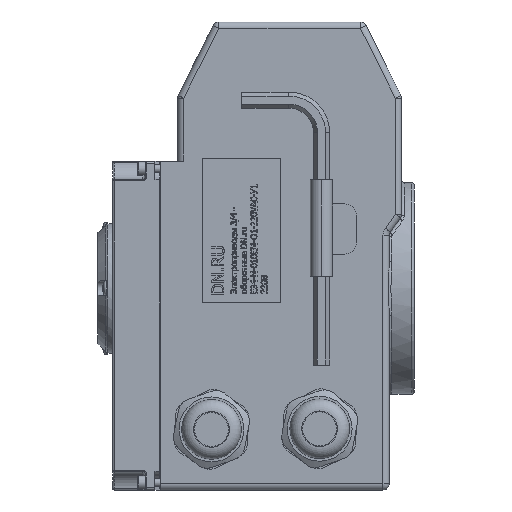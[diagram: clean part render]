
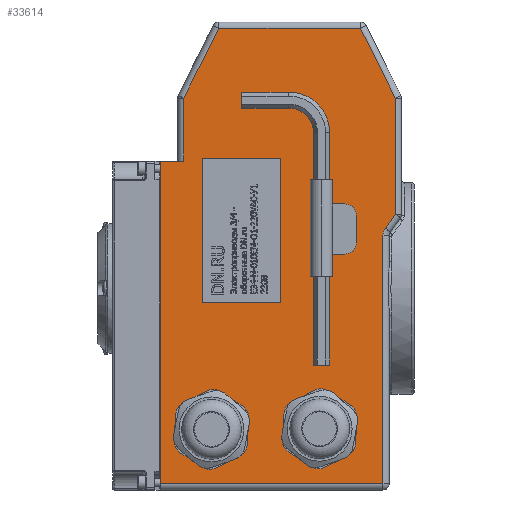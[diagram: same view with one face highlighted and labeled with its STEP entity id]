
A CAD part, left-side view. The second image highlights one B-rep face of the part: STEP entity #33614.
In plain terms, the highlighted planar face has unit normal (-1, 0, 0).
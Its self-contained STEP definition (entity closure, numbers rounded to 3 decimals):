
#403=FACE_BOUND('',#12325,.T.);
#1208=PLANE('',#35739);
#4754=LINE('',#55693,#7588);
#4757=LINE('',#55698,#7591);
#4759=LINE('',#55702,#7593);
#4761=LINE('',#55705,#7595);
#4841=LINE('',#56458,#7675);
#4845=LINE('',#56471,#7679);
#5134=LINE('',#57898,#7968);
#5135=LINE('',#57922,#7969);
#5137=LINE('',#57925,#7971);
#5139=LINE('',#57931,#7973);
#5143=LINE('',#57940,#7977);
#5144=LINE('',#57942,#7978);
#5146=LINE('',#57946,#7980);
#5147=LINE('',#57948,#7981);
#7588=VECTOR('',#39758,10.);
#7591=VECTOR('',#39763,10.);
#7593=VECTOR('',#39767,10.);
#7595=VECTOR('',#39771,10.);
#7675=VECTOR('',#40259,10.);
#7679=VECTOR('',#40271,10.);
#7968=VECTOR('',#41268,10.);
#7969=VECTOR('',#41301,10.);
#7971=VECTOR('',#41305,10.);
#7973=VECTOR('',#41313,10.);
#7977=VECTOR('',#41325,10.);
#7978=VECTOR('',#41328,10.);
#7980=VECTOR('',#41334,10.);
#7981=VECTOR('',#41337,10.);
#10413=FACE_OUTER_BOUND('',#12324,.T.);
#12324=EDGE_LOOP('',(#29478,#29479,#29480,#29481,#29482,#29483,#29484,#29485,
#29486,#29487,#29488));
#12325=EDGE_LOOP('',(#29489,#29490,#29491,#29492));
#13015=CIRCLE('',#35418,5.);
#15222=VERTEX_POINT('',#55691);
#15223=VERTEX_POINT('',#55692);
#15224=VERTEX_POINT('',#55697);
#15225=VERTEX_POINT('',#55701);
#15338=VERTEX_POINT('',#56455);
#15339=VERTEX_POINT('',#56457);
#15344=VERTEX_POINT('',#56469);
#15718=VERTEX_POINT('',#57882);
#15719=VERTEX_POINT('',#57886);
#15720=VERTEX_POINT('',#57888);
#15722=VERTEX_POINT('',#57894);
#15723=VERTEX_POINT('',#57900);
#15724=VERTEX_POINT('',#57904);
#15727=VERTEX_POINT('',#57912);
#15729=VERTEX_POINT('',#57918);
#19232=EDGE_CURVE('',#15222,#15223,#4754,.T.);
#19235=EDGE_CURVE('',#15223,#15224,#4757,.T.);
#19237=EDGE_CURVE('',#15224,#15225,#4759,.T.);
#19239=EDGE_CURVE('',#15225,#15222,#4761,.T.);
#19455=EDGE_CURVE('',#15338,#15339,#4841,.T.);
#19462=EDGE_CURVE('',#15344,#15338,#4845,.T.);
#19998=EDGE_CURVE('',#15719,#15720,#13015,.T.);
#20003=EDGE_CURVE('',#15339,#15722,#5134,.T.);
#20015=EDGE_CURVE('',#15724,#15729,#5135,.T.);
#20017=EDGE_CURVE('',#15729,#15727,#5137,.T.);
#20020=EDGE_CURVE('',#15727,#15723,#5139,.T.);
#20025=EDGE_CURVE('',#15722,#15724,#5143,.T.);
#20026=EDGE_CURVE('',#15723,#15719,#5144,.T.);
#20028=EDGE_CURVE('',#15720,#15718,#5146,.T.);
#20029=EDGE_CURVE('',#15718,#15344,#5147,.T.);
#29478=ORIENTED_EDGE('',*,*,#19455,.F.);
#29479=ORIENTED_EDGE('',*,*,#19462,.F.);
#29480=ORIENTED_EDGE('',*,*,#20029,.F.);
#29481=ORIENTED_EDGE('',*,*,#20028,.F.);
#29482=ORIENTED_EDGE('',*,*,#19998,.F.);
#29483=ORIENTED_EDGE('',*,*,#20026,.F.);
#29484=ORIENTED_EDGE('',*,*,#20020,.F.);
#29485=ORIENTED_EDGE('',*,*,#20017,.F.);
#29486=ORIENTED_EDGE('',*,*,#20015,.F.);
#29487=ORIENTED_EDGE('',*,*,#20025,.F.);
#29488=ORIENTED_EDGE('',*,*,#20003,.F.);
#29489=ORIENTED_EDGE('',*,*,#19232,.T.);
#29490=ORIENTED_EDGE('',*,*,#19235,.T.);
#29491=ORIENTED_EDGE('',*,*,#19237,.T.);
#29492=ORIENTED_EDGE('',*,*,#19239,.T.);
#33614=ADVANCED_FACE('',(#10413,#403),#1208,.F.);
#35418=AXIS2_PLACEMENT_3D('',#57889,#41254,#41255);
#35739=AXIS2_PLACEMENT_3D('',#59916,#42251,#42252);
#39758=DIRECTION('',(0.,1.,0.));
#39763=DIRECTION('',(0.,0.,1.));
#39767=DIRECTION('',(0.,-1.,0.));
#39771=DIRECTION('',(0.,0.,-1.));
#40259=DIRECTION('',(0.,-1.,0.));
#40271=DIRECTION('',(0.,0.,1.));
#41254=DIRECTION('center_axis',(-1.,0.,0.));
#41255=DIRECTION('ref_axis',(0.,0.952,0.305));
#41268=DIRECTION('',(0.,0.,1.));
#41301=DIRECTION('',(0.,-1.,0.));
#41305=DIRECTION('',(0.,-0.447,-0.894));
#41313=DIRECTION('',(0.,0.,-1.));
#41325=DIRECTION('',(0.,-0.447,0.894));
#41328=DIRECTION('',(0.,0.582,-0.813));
#41334=DIRECTION('',(0.,0.,-1.));
#41337=DIRECTION('',(0.,1.,0.));
#42251=DIRECTION('center_axis',(1.,0.,0.));
#42252=DIRECTION('ref_axis',(0.,0.,-1.));
#55691=CARTESIAN_POINT('',(0.,3.522,-18.847));
#55692=CARTESIAN_POINT('',(0.,34.889,-18.847));
#55693=CARTESIAN_POINT('',(0.,17.444,-18.847));
#55697=CARTESIAN_POINT('',(0.,34.889,39.262));
#55698=CARTESIAN_POINT('',(0.,34.889,19.631));
#55701=CARTESIAN_POINT('',(0.,3.522,39.262));
#55702=CARTESIAN_POINT('',(0.,1.761,39.262));
#55705=CARTESIAN_POINT('',(0.,3.522,-9.423));
#56455=CARTESIAN_POINT('',(0.,52.,38.126));
#56457=CARTESIAN_POINT('',(0.,42.5,38.126));
#56458=CARTESIAN_POINT('',(0.,45.,38.126));
#56469=CARTESIAN_POINT('',(0.,52.,-91.5));
#56471=CARTESIAN_POINT('',(0.,52.,-94.));
#57882=CARTESIAN_POINT('',(0.,-37.5,-91.5));
#57886=CARTESIAN_POINT('',(0.,-38.433,11.115));
#57888=CARTESIAN_POINT('',(0.,-37.5,8.207));
#57889=CARTESIAN_POINT('Origin',(0.,-42.5,8.207));
#57894=CARTESIAN_POINT('',(0.,42.5,63.41));
#57898=CARTESIAN_POINT('',(0.,42.5,8.));
#57900=CARTESIAN_POINT('',(0.,-42.5,16.802));
#57904=CARTESIAN_POINT('',(0.,28.455,91.5));
#57912=CARTESIAN_POINT('',(0.,-42.5,63.41));
#57918=CARTESIAN_POINT('',(0.,-28.455,91.5));
#57922=CARTESIAN_POINT('',(0.,15.,91.5));
#57925=CARTESIAN_POINT('',(0.,-43.564,61.282));
#57931=CARTESIAN_POINT('',(0.,-42.5,32.));
#57940=CARTESIAN_POINT('',(0.,51.064,46.282));
#57942=CARTESIAN_POINT('',(0.,-31.567,1.515));
#57946=CARTESIAN_POINT('',(0.,-37.5,4.504));
#57948=CARTESIAN_POINT('',(0.,-20.,-91.5));
#59916=CARTESIAN_POINT('Origin',(0.,0.,0.));
